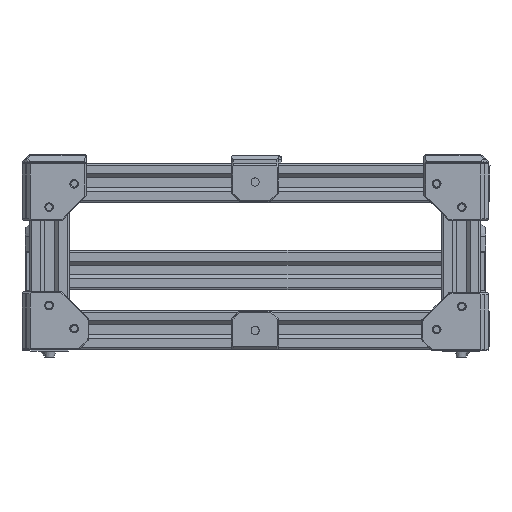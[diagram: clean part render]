
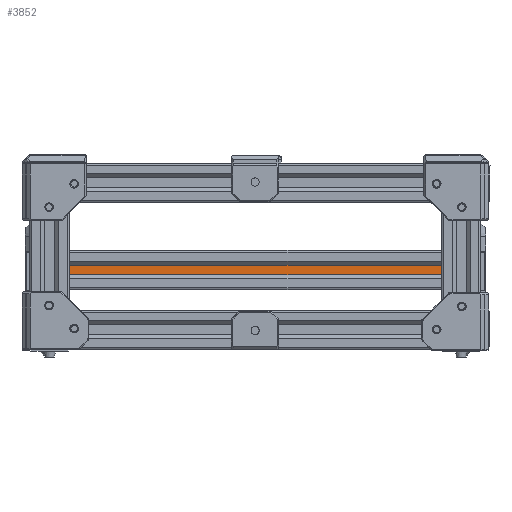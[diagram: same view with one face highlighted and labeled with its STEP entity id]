
A CAD part, front view. The second image highlights one B-rep face of the part: STEP entity #3852.
In plain terms, the highlighted planar face has unit normal (0, -1, 0).
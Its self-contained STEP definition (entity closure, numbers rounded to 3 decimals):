
#3796=CARTESIAN_POINT('',(-42.,193.68,124.));
#3797=VERTEX_POINT('',#3796);
#3805=CARTESIAN_POINT('',(162.,193.68,124.));
#3806=VERTEX_POINT('',#3805);
#3813=CARTESIAN_POINT('',(-42.,193.68,124.));
#3814=DIRECTION('',(1.,0.,-0.));
#3815=VECTOR('',#3814,204.);
#3816=LINE('',#3813,#3815);
#3817=EDGE_CURVE('',#3797,#3806,#3816,.T.);
#3822=CARTESIAN_POINT('',(-43.,193.68,130.));
#3823=DIRECTION('',(0.,-1.,0.));
#3824=DIRECTION('',(0.,0.,-1.));
#3825=AXIS2_PLACEMENT_3D('',#3822,#3823,#3824);
#3826=PLANE('',#3825);
#3827=CARTESIAN_POINT('',(-42.,193.68,130.));
#3828=VERTEX_POINT('',#3827);
#3829=CARTESIAN_POINT('',(-42.,193.68,130.));
#3830=DIRECTION('',(0.,0.,-1.));
#3831=VECTOR('',#3830,6.);
#3832=LINE('',#3829,#3831);
#3833=EDGE_CURVE('',#3828,#3797,#3832,.T.);
#3834=ORIENTED_EDGE('',*,*,#3833,.T.);
#3835=ORIENTED_EDGE('',*,*,#3817,.T.);
#3836=CARTESIAN_POINT('',(162.,193.68,130.));
#3837=VERTEX_POINT('',#3836);
#3838=CARTESIAN_POINT('',(162.,193.68,130.));
#3839=DIRECTION('',(0.,0.,-1.));
#3840=VECTOR('',#3839,6.);
#3841=LINE('',#3838,#3840);
#3842=EDGE_CURVE('',#3837,#3806,#3841,.T.);
#3843=ORIENTED_EDGE('',*,*,#3842,.F.);
#3844=CARTESIAN_POINT('',(-42.,193.68,130.));
#3845=DIRECTION('',(1.,0.,-0.));
#3846=VECTOR('',#3845,204.);
#3847=LINE('',#3844,#3846);
#3848=EDGE_CURVE('',#3828,#3837,#3847,.T.);
#3849=ORIENTED_EDGE('',*,*,#3848,.F.);
#3850=EDGE_LOOP('',(#3834,#3835,#3843,#3849));
#3851=FACE_BOUND('',#3850,.T.);
#3852=ADVANCED_FACE('',(#3851),#3826,.T.);
